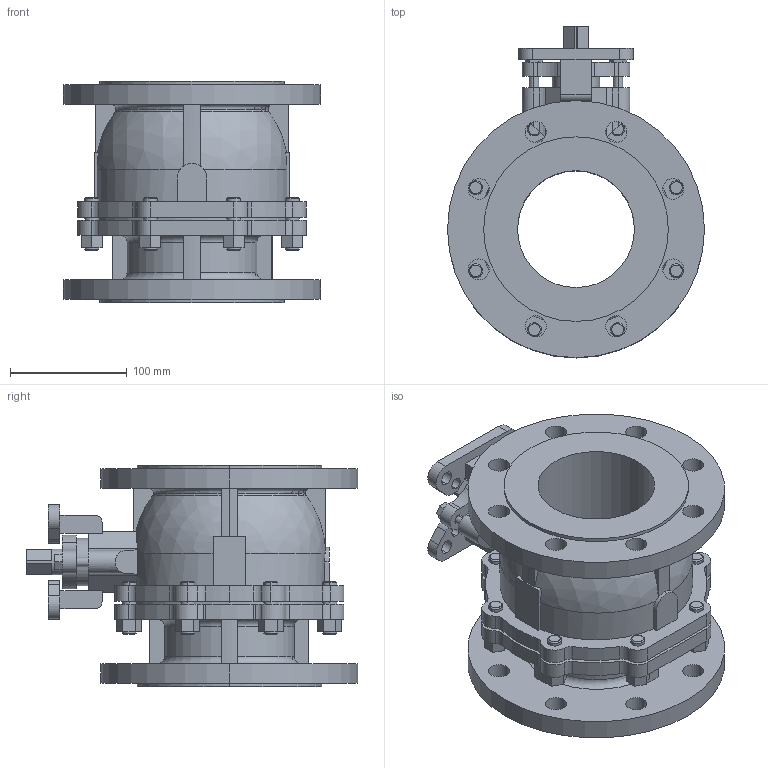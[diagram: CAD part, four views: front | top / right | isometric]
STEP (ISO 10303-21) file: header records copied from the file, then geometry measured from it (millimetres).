
FILE_DESCRIPTION (( 'STEP AP214' ), '1' );
FILE_NAME ('FG-0100-PN10-16.STEP', '2015-01-29T16:00:23', ( '' ), ( '' ), 'SwSTEP 2.0', 'SolidWorks 2014', '' );
FILE_SCHEMA (( 'AUTOMOTIVE_DESIGN' ));
Length unit declared in the file: millimetre
Products named in the file (1): FG-0100-PN10-16
Bounding box: 220 x 284 x 190 mm (x, y, z)
Volume: 3007031.7 mm3; surface area: 373146.6 mm2
Topology: 1 solids, 1 shells, 605 faces, 1627 edges, 1071 vertices
Faces by surface type: plane 282, cylinder 228, bspline 41, cone 34, torus 16, sphere 4
Entity records: 21910 total; most frequent: CARTESIAN_POINT 6463, ORIENTED_EDGE 3250, DIRECTION 3150, EDGE_CURVE 1625, AXIS2_PLACEMENT_3D 1102, VERTEX_POINT 1071, VECTOR 946, LINE 946
